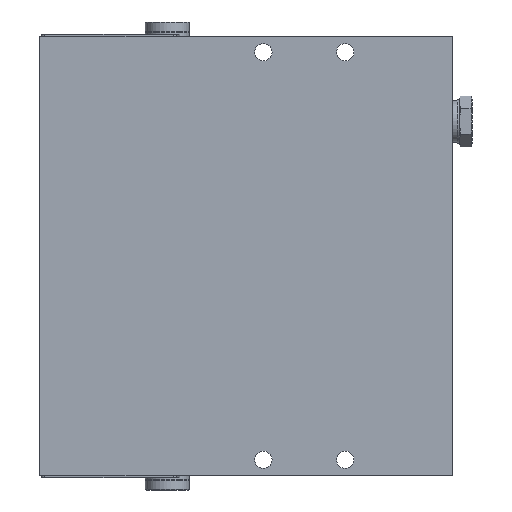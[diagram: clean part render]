
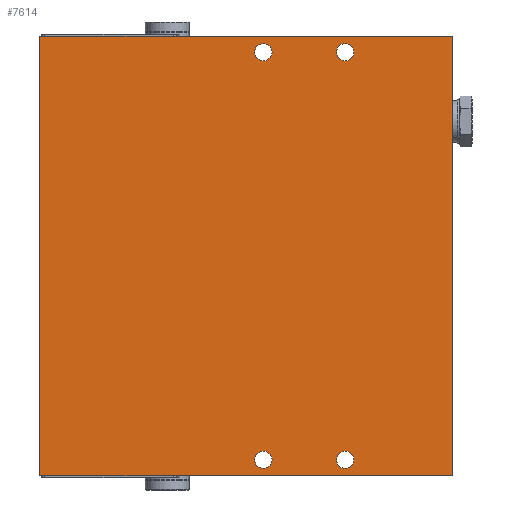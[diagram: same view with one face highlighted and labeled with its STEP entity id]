
A CAD part, front view. The second image highlights one B-rep face of the part: STEP entity #7614.
In plain terms, the highlighted planar face has unit normal (0, -1, 0).
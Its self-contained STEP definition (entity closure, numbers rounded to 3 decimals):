
#460=LINE('',#11852,#1078);
#493=LINE('',#11995,#1111);
#494=LINE('',#12005,#1112);
#495=LINE('',#12007,#1113);
#1078=VECTOR('',#9347,1000.);
#1111=VECTOR('',#9462,1000.);
#1112=VECTOR('',#9473,1000.);
#1113=VECTOR('',#9474,1000.);
#1858=ORIENTED_EDGE('',*,*,#3899,.T.);
#1859=ORIENTED_EDGE('',*,*,#3900,.T.);
#1860=ORIENTED_EDGE('',*,*,#3901,.T.);
#1861=ORIENTED_EDGE('',*,*,#3902,.T.);
#1862=ORIENTED_EDGE('',*,*,#3903,.T.);
#1863=ORIENTED_EDGE('',*,*,#3904,.F.);
#1864=ORIENTED_EDGE('',*,*,#3828,.F.);
#1865=ORIENTED_EDGE('',*,*,#3898,.T.);
#3828=EDGE_CURVE('',#4849,#4850,#460,.T.);
#3898=EDGE_CURVE('',#4849,#4918,#493,.T.);
#3899=EDGE_CURVE('',#4919,#4919,#5517,.T.);
#3900=EDGE_CURVE('',#4920,#4920,#5518,.T.);
#3901=EDGE_CURVE('',#4921,#4921,#5519,.T.);
#3902=EDGE_CURVE('',#4922,#4922,#5520,.T.);
#3903=EDGE_CURVE('',#4918,#4923,#494,.T.);
#3904=EDGE_CURVE('',#4850,#4923,#495,.T.);
#4849=VERTEX_POINT('',#11851);
#4850=VERTEX_POINT('',#11853);
#4918=VERTEX_POINT('',#11994);
#4919=VERTEX_POINT('',#11998);
#4920=VERTEX_POINT('',#12000);
#4921=VERTEX_POINT('',#12002);
#4922=VERTEX_POINT('',#12004);
#4923=VERTEX_POINT('',#12006);
#5517=CIRCLE('',#8283,2.75);
#5518=CIRCLE('',#8284,2.75);
#5519=CIRCLE('',#8285,2.75);
#5520=CIRCLE('',#8286,2.75);
#5857=EDGE_LOOP('',(#1858));
#5858=EDGE_LOOP('',(#1859));
#5859=EDGE_LOOP('',(#1860));
#5860=EDGE_LOOP('',(#1861));
#5861=EDGE_LOOP('',(#1862,#1863,#1864,#1865));
#6637=FACE_BOUND('',#5857,.T.);
#6638=FACE_BOUND('',#5858,.T.);
#6639=FACE_BOUND('',#5859,.T.);
#6640=FACE_BOUND('',#5860,.T.);
#6641=FACE_BOUND('',#5861,.T.);
#7338=PLANE('',#8282);
#7614=ADVANCED_FACE('',(#6637,#6638,#6639,#6640,#6641),#7338,.F.);
#8282=AXIS2_PLACEMENT_3D('',#11996,#9463,#9464);
#8283=AXIS2_PLACEMENT_3D('',#11997,#9465,#9466);
#8284=AXIS2_PLACEMENT_3D('',#11999,#9467,#9468);
#8285=AXIS2_PLACEMENT_3D('',#12001,#9469,#9470);
#8286=AXIS2_PLACEMENT_3D('',#12003,#9471,#9472);
#9347=DIRECTION('',(1.,0.,0.));
#9462=DIRECTION('',(0.,0.,-1.));
#9463=DIRECTION('',(0.,1.,0.));
#9464=DIRECTION('',(0.,0.,1.));
#9465=DIRECTION('',(0.,1.,0.));
#9466=DIRECTION('',(0.,0.,1.));
#9467=DIRECTION('',(0.,1.,0.));
#9468=DIRECTION('',(0.,0.,1.));
#9469=DIRECTION('',(0.,1.,0.));
#9470=DIRECTION('',(0.,0.,1.));
#9471=DIRECTION('',(0.,1.,0.));
#9472=DIRECTION('',(0.,0.,1.));
#9473=DIRECTION('',(1.,0.,0.));
#9474=DIRECTION('',(0.,0.,-1.));
#11851=CARTESIAN_POINT('',(0.,-42.5,139.5));
#11852=CARTESIAN_POINT('',(0.,-42.5,139.5));
#11853=CARTESIAN_POINT('',(131.,-42.5,139.5));
#11994=CARTESIAN_POINT('',(0.,-42.5,0.));
#11995=CARTESIAN_POINT('',(0.,-42.5,139.5));
#11996=CARTESIAN_POINT('',(0.,-42.5,139.5));
#11997=CARTESIAN_POINT('',(60.,-42.5,5.));
#11998=CARTESIAN_POINT('',(60.,-42.5,7.75));
#11999=CARTESIAN_POINT('',(34.,-42.5,134.5));
#12000=CARTESIAN_POINT('',(34.,-42.5,137.25));
#12001=CARTESIAN_POINT('',(60.,-42.5,134.5));
#12002=CARTESIAN_POINT('',(60.,-42.5,137.25));
#12003=CARTESIAN_POINT('',(34.,-42.5,5.));
#12004=CARTESIAN_POINT('',(34.,-42.5,7.75));
#12005=CARTESIAN_POINT('',(0.,-42.5,0.));
#12006=CARTESIAN_POINT('',(131.,-42.5,0.));
#12007=CARTESIAN_POINT('',(131.,-42.5,139.5));
